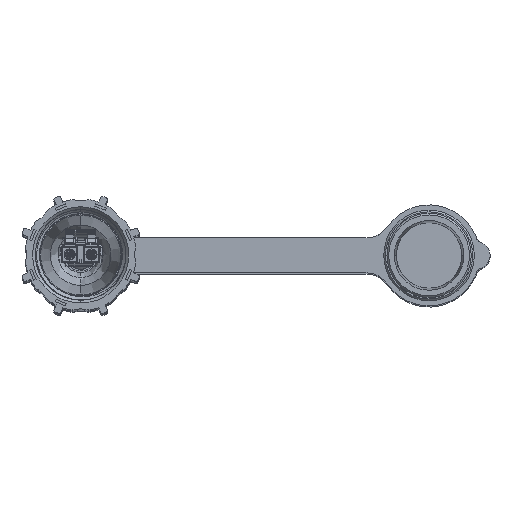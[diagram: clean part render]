
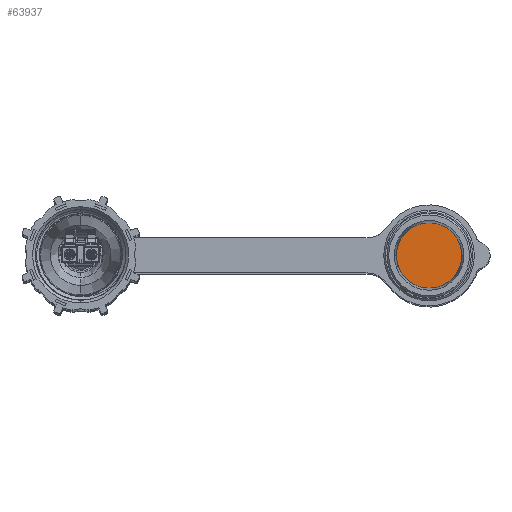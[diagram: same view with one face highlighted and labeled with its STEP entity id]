
A CAD part, top view. The second image highlights one B-rep face of the part: STEP entity #63937.
In plain terms, the highlighted planar face has unit normal (0, 0, 1).
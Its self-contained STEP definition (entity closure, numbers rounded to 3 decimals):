
#9358 = DIRECTION ( 'NONE',  ( 0., 0., 1. ) ) ;
#13559 = DIRECTION ( 'NONE',  ( 1., 0., 0. ) ) ;
#33860 = CARTESIAN_POINT ( 'NONE',  ( 109.388, 0., -126.262 ) ) ;
#36655 = EDGE_LOOP ( 'NONE', ( #63804, #146042 ) ) ;
#48620 = EDGE_CURVE ( 'NONE', #79669, #71135, #74985, .T. ) ;
#54617 = AXIS2_PLACEMENT_3D ( 'NONE', #84791, #70411, #141147 ) ;
#55612 = DIRECTION ( 'NONE',  ( 1., 0., 0. ) ) ;
#56354 = CARTESIAN_POINT ( 'NONE',  ( 100., 0., -126.262 ) ) ;
#63804 = ORIENTED_EDGE ( 'NONE', *, *, #48620, .T. ) ;
#63937 = ADVANCED_FACE ( 'NONE', ( #93173 ), #94716, .F. ) ;
#70411 = DIRECTION ( 'NONE',  ( 0., 0., -1. ) ) ;
#71135 = VERTEX_POINT ( 'NONE', #71719 ) ;
#71719 = CARTESIAN_POINT ( 'NONE',  ( 90.612, 0., -126.262 ) ) ;
#74985 = CIRCLE ( 'NONE', #91904, 9.388 ) ;
#79669 = VERTEX_POINT ( 'NONE', #33860 ) ;
#84043 = CARTESIAN_POINT ( 'NONE',  ( 100., 0., -126.262 ) ) ;
#84791 = CARTESIAN_POINT ( 'NONE',  ( 100., 0., -126.262 ) ) ;
#91904 = AXIS2_PLACEMENT_3D ( 'NONE', #56354, #9358, #55612 ) ;
#93173 = FACE_OUTER_BOUND ( 'NONE', #36655, .T. ) ;
#94716 = PLANE ( 'NONE',  #54617 ) ;
#97238 = CIRCLE ( 'NONE', #99684, 9.388 ) ;
#99684 = AXIS2_PLACEMENT_3D ( 'NONE', #84043, #105333, #13559 ) ;
#105333 = DIRECTION ( 'NONE',  ( 0., 0., 1. ) ) ;
#134252 = EDGE_CURVE ( 'NONE', #71135, #79669, #97238, .T. ) ;
#141147 = DIRECTION ( 'NONE',  ( -1., 0., 0. ) ) ;
#146042 = ORIENTED_EDGE ( 'NONE', *, *, #134252, .T. ) ;
